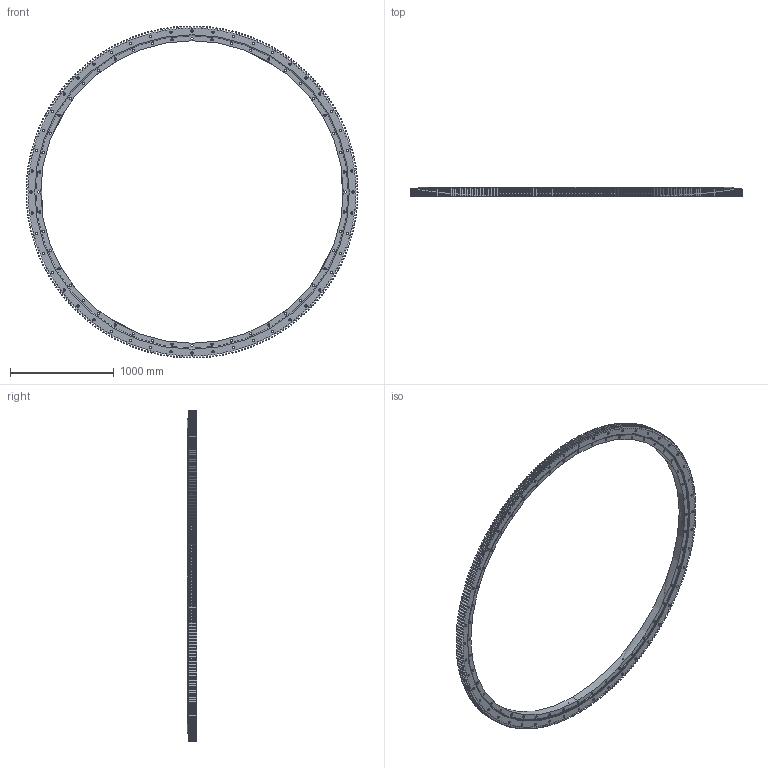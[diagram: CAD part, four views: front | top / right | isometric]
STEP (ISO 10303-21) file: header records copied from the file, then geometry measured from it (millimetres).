
FILE_DESCRIPTION (( 'STEP AP203' ), '1' );
FILE_NAME ('01-3031-00.STEP', '2017-12-26T11:13:42', ( 'defontaine' ), ( 'Hewlett-Packard Company' ), 'SwSTEP 2.0', 'SolidWorks 2016', '' );
FILE_SCHEMA (( 'CONFIG_CONTROL_DESIGN' ));
Products named in the file (1): 01-3031-00
Bounding box: 3198 x 90 x 3197.92 mm (x, y, z)
Volume: 86222758.5 mm3; surface area: 7829998 mm2
Topology: 5 solids, 5 shells, 2185 faces, 6508 edges, 4325 vertices
Faces by surface type: cylinder 871, plane 650, cone 644, torus 18, sphere 2
Entity records: 77332 total; most frequent: CARTESIAN_POINT 18413, ORIENTED_EDGE 13006, DIRECTION 11951, EDGE_CURVE 6503, AXIS2_PLACEMENT_3D 4582, VERTEX_POINT 4322, VECTOR 2787, LINE 2787
